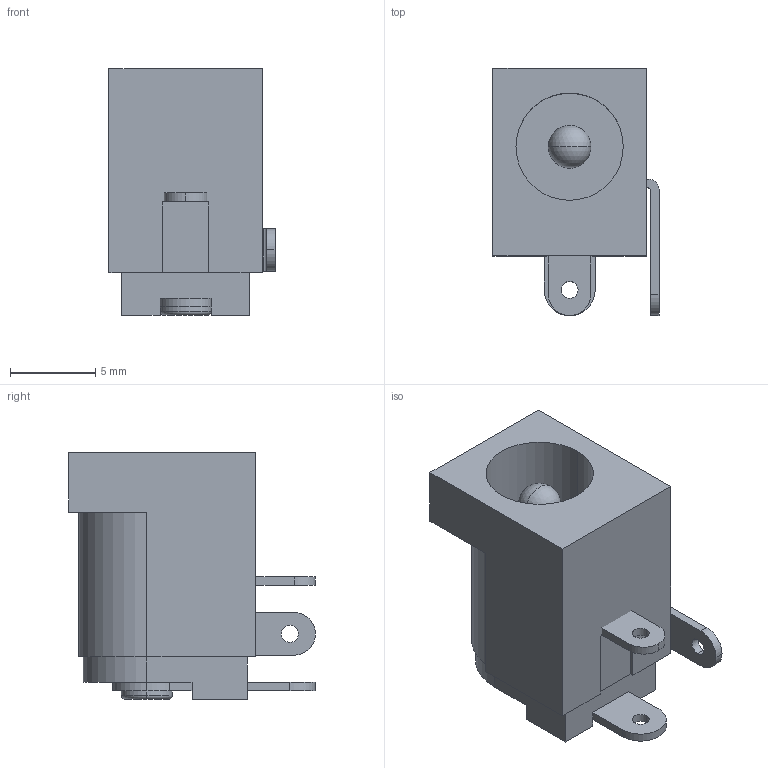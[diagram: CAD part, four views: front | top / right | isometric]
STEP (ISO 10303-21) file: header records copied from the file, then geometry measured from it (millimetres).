
FILE_DESCRIPTION (( 'STEP AP214' ), '1' );
FILE_NAME ('User Library-Cliff FC68149 DC PCB Socket.STEP', '2017-02-09T16:56:17', ( 'Windows User' ), ( '' ), 'SwSTEP 2.0', 'SolidWorks 2017', '' );
FILE_SCHEMA (( 'AUTOMOTIVE_DESIGN' ));
Length unit declared in the file: millimetre
Products named in the file (1): User Library-Cliff FC68149 DC PCB Socket
Bounding box: 9.75 x 14.5 x 14.5 mm (x, y, z)
Volume: 947.5 mm3; surface area: 1063 mm2
Topology: 2 solids, 2 shells, 76 faces, 192 edges, 123 vertices
Faces by surface type: plane 42, cylinder 26, torus 6, sphere 2
Entity records: 2824 total; most frequent: DIRECTION 406, CARTESIAN_POINT 386, ORIENTED_EDGE 376, EDGE_CURVE 188, AXIS2_PLACEMENT_3D 141, VECTOR 124, LINE 124, VERTEX_POINT 121
